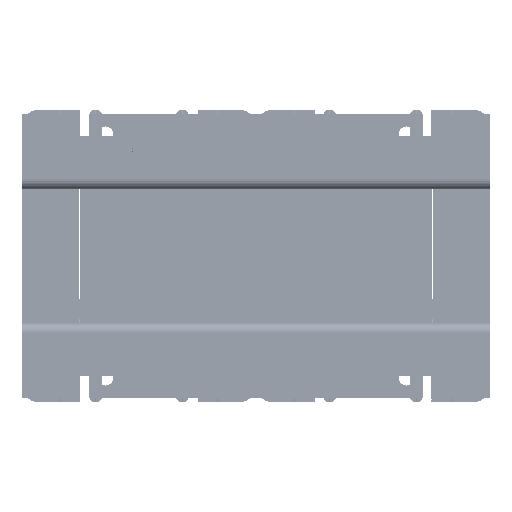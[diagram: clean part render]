
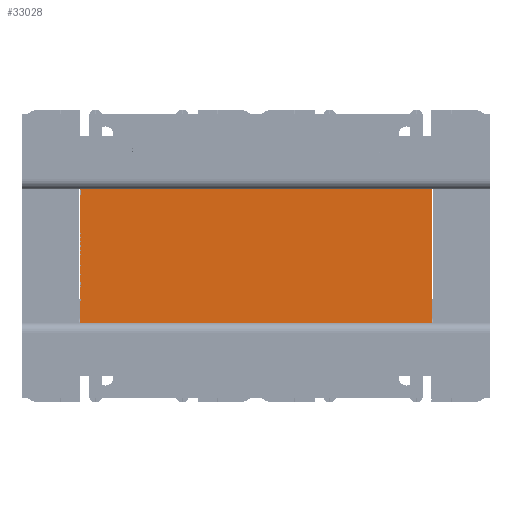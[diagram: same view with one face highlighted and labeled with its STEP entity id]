
A CAD part, front view. The second image highlights one B-rep face of the part: STEP entity #33028.
In plain terms, the highlighted planar face has unit normal (0, -1, 0).
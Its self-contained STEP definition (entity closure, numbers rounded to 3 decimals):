
#1056=LINE('',#47140,#4787);
#1061=LINE('',#47149,#4792);
#1065=LINE('',#47157,#4796);
#1066=LINE('',#47159,#4797);
#4787=VECTOR('',#37748,10.);
#4792=VECTOR('',#37755,10.);
#4796=VECTOR('',#37763,10.);
#4797=VECTOR('',#37766,10.);
#8513=PLANE('',#34890);
#10083=FACE_OUTER_BOUND('',#11895,.T.);
#11895=EDGE_LOOP('',(#22989,#22990,#22991,#22992));
#14994=VERTEX_POINT('',#47136);
#14996=VERTEX_POINT('',#47139);
#14998=VERTEX_POINT('',#47145);
#15001=VERTEX_POINT('',#47155);
#18169=EDGE_CURVE('',#14996,#14994,#1056,.T.);
#18174=EDGE_CURVE('',#14998,#14996,#1061,.T.);
#18178=EDGE_CURVE('',#14994,#15001,#1065,.T.);
#18179=EDGE_CURVE('',#15001,#14998,#1066,.T.);
#22989=ORIENTED_EDGE('',*,*,#18179,.T.);
#22990=ORIENTED_EDGE('',*,*,#18174,.T.);
#22991=ORIENTED_EDGE('',*,*,#18169,.T.);
#22992=ORIENTED_EDGE('',*,*,#18178,.T.);
#33028=ADVANCED_FACE('',(#10083),#8513,.T.);
#34890=AXIS2_PLACEMENT_3D('',#47158,#37764,#37765);
#37748=DIRECTION('',(-1.,0.,0.));
#37755=DIRECTION('',(0.,0.,1.));
#37763=DIRECTION('',(0.,0.,-1.));
#37764=DIRECTION('center_axis',(0.,-1.,0.));
#37765=DIRECTION('ref_axis',(0.,0.,1.));
#37766=DIRECTION('',(1.,0.,0.));
#47136=CARTESIAN_POINT('',(-105.,-175.,40.));
#47139=CARTESIAN_POINT('',(105.,-175.,40.));
#47140=CARTESIAN_POINT('',(105.,-175.,40.));
#47145=CARTESIAN_POINT('',(105.,-175.,-40.));
#47149=CARTESIAN_POINT('',(105.,-175.,0.));
#47155=CARTESIAN_POINT('',(-105.,-175.,-40.));
#47157=CARTESIAN_POINT('',(-105.,-175.,0.));
#47158=CARTESIAN_POINT('Origin',(-105.,-175.,0.));
#47159=CARTESIAN_POINT('',(105.,-175.,-40.));
